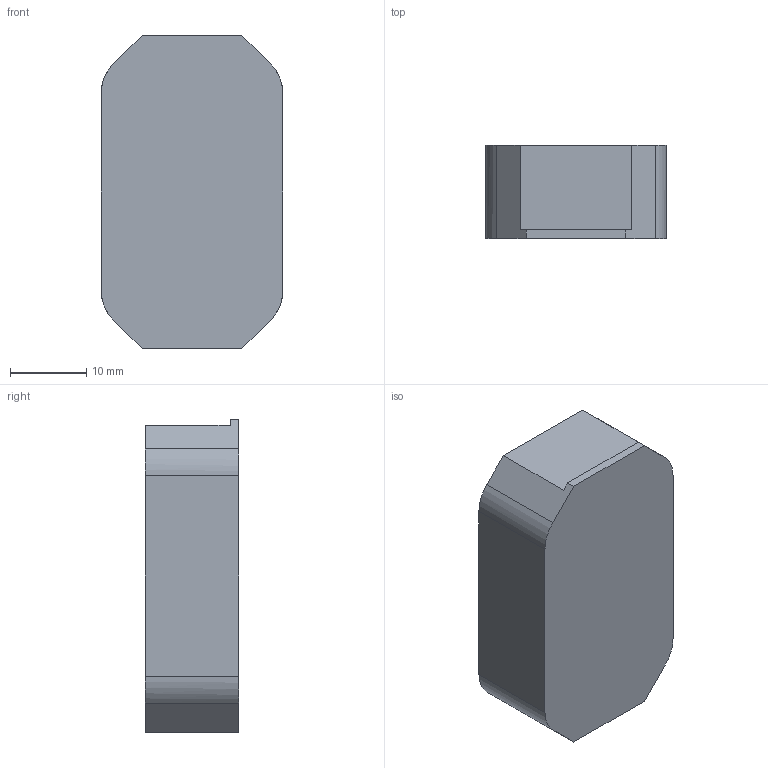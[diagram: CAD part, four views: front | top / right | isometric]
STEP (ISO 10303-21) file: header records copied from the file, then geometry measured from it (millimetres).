
FILE_DESCRIPTION(('HOOPS Exchange Step'),'2;1');
FILE_NAME('LED Diffuser.stp','2026-02-24T08:43:07-05:00',('RED'),('Unknown organisation'),'HOOPS Exchange 2025.8','HOOPS Exchange','Unknown authorisation');
FILE_SCHEMA( ('AP203_CONFIGURATION_CONTROLLED_3D_DESIGN_OF_MECHANICAL_PARTS_AND_ASSEMBLIES_MIM_LF') );
Length unit declared in the file: millimetre
Products named in the file (1): root
Bounding box: 23.75 x 12.25 x 41.07 mm (x, y, z)
Volume: 3402.5 mm3; surface area: 5787 mm2
Topology: 1 solids, 1 shells, 46 faces, 129 edges, 85 vertices
Faces by surface type: plane 38, cylinder 8
Entity records: 1489 total; most frequent: CARTESIAN_POINT 261, ORIENTED_EDGE 258, DIRECTION 239, EDGE_CURVE 129, VECTOR 113, LINE 113, VERTEX_POINT 85, AXIS2_PLACEMENT_3D 63
